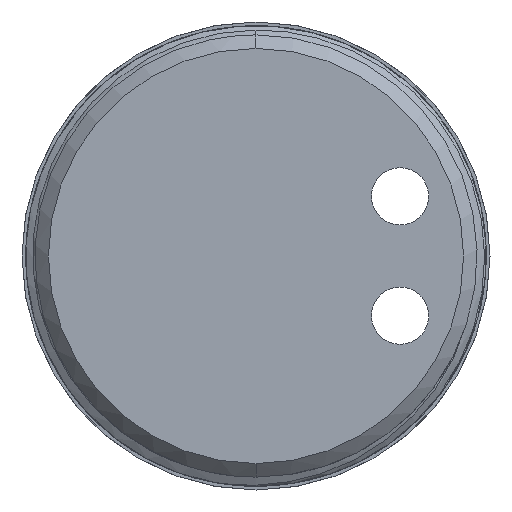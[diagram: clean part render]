
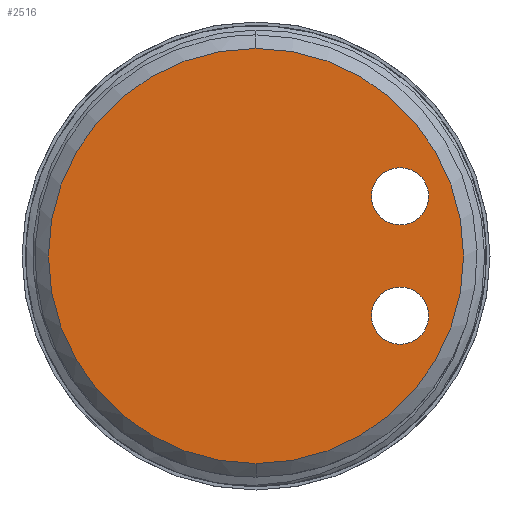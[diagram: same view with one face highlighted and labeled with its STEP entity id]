
A CAD part, front view. The second image highlights one B-rep face of the part: STEP entity #2516.
In plain terms, the highlighted planar face has unit normal (0, -1, 0).
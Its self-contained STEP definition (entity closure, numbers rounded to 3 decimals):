
#125 = EDGE_LOOP ( 'NONE', ( #5661, #4807 ) ) ;
#170 = EDGE_CURVE ( 'NONE', #3830, #6682, #566, .T. ) ;
#184 = FACE_BOUND ( 'NONE', #1260, .T. ) ;
#258 = VERTEX_POINT ( 'NONE', #6246 ) ;
#265 = CARTESIAN_POINT ( 'NONE',  ( 21.249, -29., -8.802 ) ) ;
#304 = CARTESIAN_POINT ( 'NONE',  ( 21.249, -29., -4.585 ) ) ;
#324 = CARTESIAN_POINT ( 'NONE',  ( 21.249, -29., -13.018 ) ) ;
#440 = AXIS2_PLACEMENT_3D ( 'NONE', #265, #3418, #2363 ) ;
#464 = EDGE_CURVE ( 'NONE', #2302, #1870, #776, .T. ) ;
#566 = CIRCLE ( 'NONE', #3664, 4.216 ) ;
#733 = DIRECTION ( 'NONE',  ( 0., 0., -1. ) ) ;
#776 = CIRCLE ( 'NONE', #440, 4.216 ) ;
#845 = DIRECTION ( 'NONE',  ( 0., -1., 0. ) ) ;
#1149 = PLANE ( 'NONE',  #5831 ) ;
#1204 = DIRECTION ( 'NONE',  ( 0., 0., -1. ) ) ;
#1260 = EDGE_LOOP ( 'NONE', ( #5532, #4547 ) ) ;
#1603 = CIRCLE ( 'NONE', #4272, 4.216 ) ;
#1698 = AXIS2_PLACEMENT_3D ( 'NONE', #5119, #1880, #1948 ) ;
#1711 = EDGE_LOOP ( 'NONE', ( #6538, #2092 ) ) ;
#1851 = DIRECTION ( 'NONE',  ( 0., 0., -1. ) ) ;
#1870 = VERTEX_POINT ( 'NONE', #324 ) ;
#1880 = DIRECTION ( 'NONE',  ( 0., -1., 0. ) ) ;
#1948 = DIRECTION ( 'NONE',  ( 0., 0., -1. ) ) ;
#2092 = ORIENTED_EDGE ( 'NONE', *, *, #2214, .F. ) ;
#2118 = DIRECTION ( 'NONE',  ( 0., -1., 0. ) ) ;
#2214 = EDGE_CURVE ( 'NONE', #1870, #2302, #4283, .T. ) ;
#2302 = VERTEX_POINT ( 'NONE', #304 ) ;
#2363 = DIRECTION ( 'NONE',  ( 0., 0., -1. ) ) ;
#2422 = AXIS2_PLACEMENT_3D ( 'NONE', #5605, #845, #1851 ) ;
#2516 = ADVANCED_FACE ( 'NONE', ( #5919, #6426, #184 ), #1149, .T. ) ;
#2579 = CARTESIAN_POINT ( 'NONE',  ( 21.249, -29., -8.802 ) ) ;
#2796 = CARTESIAN_POINT ( 'NONE',  ( 0., -29., -30.6 ) ) ;
#2927 = CARTESIAN_POINT ( 'NONE',  ( 21.249, -29., 13.018 ) ) ;
#3031 = AXIS2_PLACEMENT_3D ( 'NONE', #2579, #5834, #5759 ) ;
#3126 = CARTESIAN_POINT ( 'NONE',  ( 21.249, -29., 8.802 ) ) ;
#3336 = DIRECTION ( 'NONE',  ( 0., -1., 0. ) ) ;
#3418 = DIRECTION ( 'NONE',  ( 0., -1., 0. ) ) ;
#3463 = CIRCLE ( 'NONE', #1698, 30.6 ) ;
#3574 = EDGE_CURVE ( 'NONE', #6682, #3830, #1603, .T. ) ;
#3577 = VERTEX_POINT ( 'NONE', #2796 ) ;
#3664 = AXIS2_PLACEMENT_3D ( 'NONE', #3126, #2118, #6323 ) ;
#3792 = EDGE_CURVE ( 'NONE', #3577, #258, #3463, .T. ) ;
#3813 = CARTESIAN_POINT ( 'NONE',  ( 21.249, -29., 8.802 ) ) ;
#3830 = VERTEX_POINT ( 'NONE', #2927 ) ;
#4272 = AXIS2_PLACEMENT_3D ( 'NONE', #3813, #5513, #1204 ) ;
#4283 = CIRCLE ( 'NONE', #3031, 4.216 ) ;
#4498 = CARTESIAN_POINT ( 'NONE',  ( 21.249, -29., 4.585 ) ) ;
#4547 = ORIENTED_EDGE ( 'NONE', *, *, #3574, .F. ) ;
#4807 = ORIENTED_EDGE ( 'NONE', *, *, #3792, .T. ) ;
#5119 = CARTESIAN_POINT ( 'NONE',  ( 0., -29., 0. ) ) ;
#5441 = CIRCLE ( 'NONE', #2422, 30.6 ) ;
#5513 = DIRECTION ( 'NONE',  ( 0., -1., 0. ) ) ;
#5532 = ORIENTED_EDGE ( 'NONE', *, *, #170, .F. ) ;
#5605 = CARTESIAN_POINT ( 'NONE',  ( 0., -29., 0. ) ) ;
#5661 = ORIENTED_EDGE ( 'NONE', *, *, #6692, .T. ) ;
#5759 = DIRECTION ( 'NONE',  ( 0., 0., -1. ) ) ;
#5831 = AXIS2_PLACEMENT_3D ( 'NONE', #6523, #3336, #733 ) ;
#5834 = DIRECTION ( 'NONE',  ( 0., -1., 0. ) ) ;
#5919 = FACE_BOUND ( 'NONE', #1711, .T. ) ;
#6246 = CARTESIAN_POINT ( 'NONE',  ( 0., -29., 30.6 ) ) ;
#6323 = DIRECTION ( 'NONE',  ( 0., 0., -1. ) ) ;
#6426 = FACE_OUTER_BOUND ( 'NONE', #125, .T. ) ;
#6523 = CARTESIAN_POINT ( 'NONE',  ( 0., -29., 0. ) ) ;
#6538 = ORIENTED_EDGE ( 'NONE', *, *, #464, .F. ) ;
#6682 = VERTEX_POINT ( 'NONE', #4498 ) ;
#6692 = EDGE_CURVE ( 'NONE', #258, #3577, #5441, .T. ) ;
